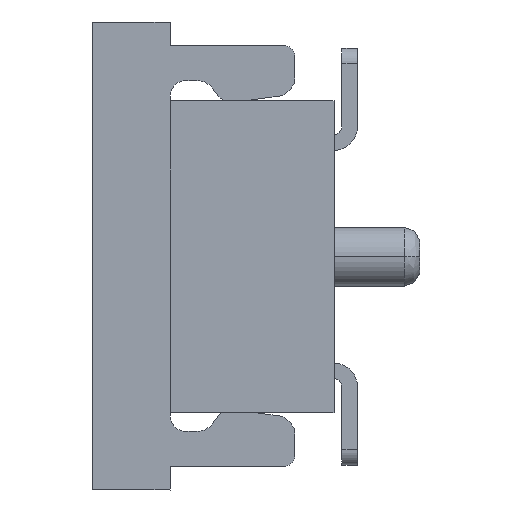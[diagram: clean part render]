
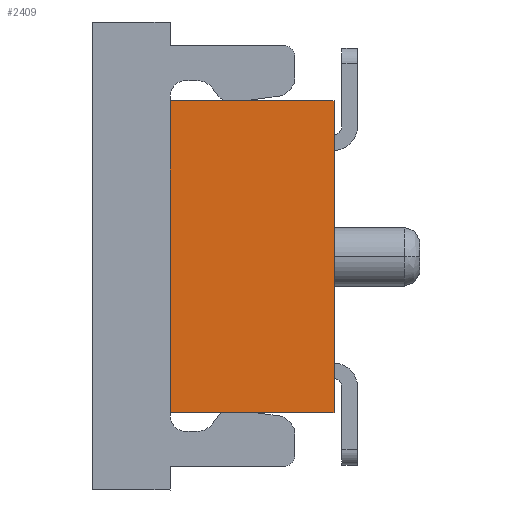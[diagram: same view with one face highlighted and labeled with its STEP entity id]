
A CAD part, left-side view. The second image highlights one B-rep face of the part: STEP entity #2409.
In plain terms, the highlighted planar face has unit normal (-1, 0, 0).
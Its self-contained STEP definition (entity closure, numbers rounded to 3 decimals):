
#1213=CARTESIAN_POINT('',(-14.,3.2,-4.));
#1214=VERTEX_POINT('',#1213);
#1238=CARTESIAN_POINT('',(-14.,1.1,-4.));
#1239=VERTEX_POINT('',#1238);
#1246=CARTESIAN_POINT('',(-14.,3.2,-4.));
#1247=DIRECTION('',(0.,-1.,0.));
#1248=VECTOR('',#1247,2.1);
#1249=LINE('',#1246,#1248);
#1250=EDGE_CURVE('',#1214,#1239,#1249,.T.);
#1266=CARTESIAN_POINT('',(-14.,3.2,0.));
#1267=VERTEX_POINT('',#1266);
#1322=CARTESIAN_POINT('',(-14.,3.2,0.));
#1323=DIRECTION('',(0.,0.,-1.));
#1324=VECTOR('',#1323,4.);
#1325=LINE('',#1322,#1324);
#1326=EDGE_CURVE('',#1267,#1214,#1325,.T.);
#1472=CARTESIAN_POINT('',(-14.,1.1,0.));
#1473=VERTEX_POINT('',#1472);
#1498=CARTESIAN_POINT('',(-14.,1.1,0.));
#1499=DIRECTION('',(0.,1.,0.));
#1500=VECTOR('',#1499,2.1);
#1501=LINE('',#1498,#1500);
#1502=EDGE_CURVE('',#1473,#1267,#1501,.T.);
#1735=CARTESIAN_POINT('',(-14.,1.1,0.));
#1736=DIRECTION('',(0.,0.,-1.));
#1737=VECTOR('',#1736,4.);
#1738=LINE('',#1735,#1737);
#1739=EDGE_CURVE('',#1473,#1239,#1738,.T.);
#2398=CARTESIAN_POINT('',(-14.,2.596,-2.));
#2399=DIRECTION('',(0.,0.,1.));
#2400=DIRECTION('',(-1.,0.,0.));
#2401=AXIS2_PLACEMENT_3D('',#2398,#2400,#2399);
#2402=PLANE('',#2401);
#2403=ORIENTED_EDGE('',*,*,#1326,.T.);
#2404=ORIENTED_EDGE('',*,*,#1250,.T.);
#2405=ORIENTED_EDGE('',*,*,#1739,.F.);
#2406=ORIENTED_EDGE('',*,*,#1502,.T.);
#2407=EDGE_LOOP('',(#2403,#2404,#2405,#2406));
#2408=FACE_OUTER_BOUND('',#2407,.T.);
#2409=ADVANCED_FACE('',(#2408),#2402,.T.);
